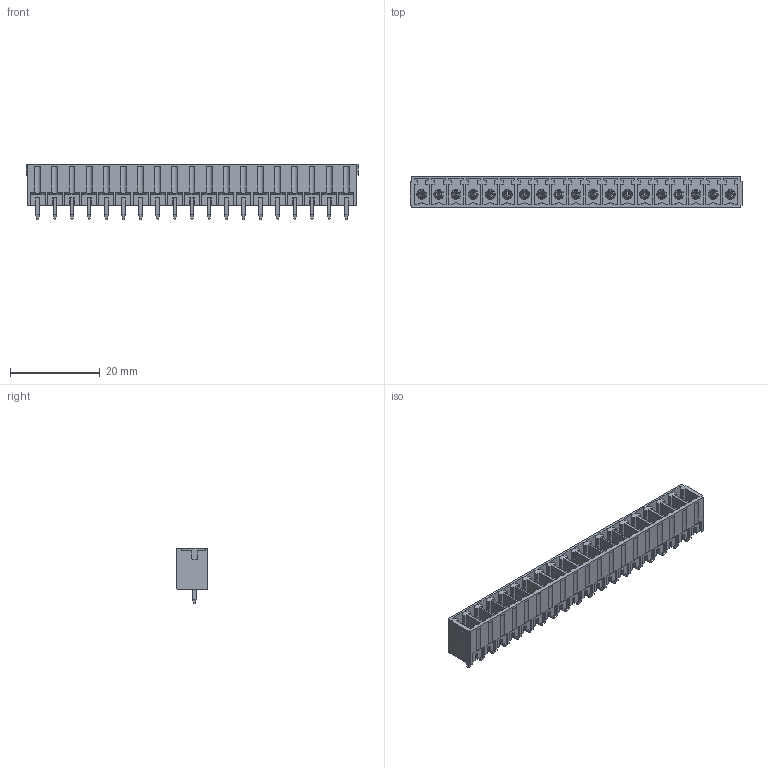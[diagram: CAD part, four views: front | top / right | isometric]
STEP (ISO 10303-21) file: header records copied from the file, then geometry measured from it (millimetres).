
FILE_DESCRIPTION(('CATIA V5 STEP Exchange','CAx-IF Rec.Pracs.--- Model Styling and Organization---1.2---2011-12-15'),'2;1');
FILE_NAME ('D1459829_0', '2018-09-29T04:58:34+00:00', ('none'), ('Weidmueller'), 'CATIA Version 5-6 Release 2014', 'CATIA V5 STEP AP214', 'none');
FILE_SCHEMA(('AUTOMOTIVE_DESIGN { 1 0 10303 214 1 1 1 1 }'));
Length unit declared in the file: millimetre
Products named in the file (1): 1943010000
Bounding box: 73.78 x 7.05 x 12.4 mm (x, y, z)
Volume: 2083.6 mm3; surface area: 6760.6 mm2
Topology: 20 solids, 20 shells, 1422 faces, 4069 edges, 2744 vertices
Faces by surface type: plane 1033, cylinder 313, cone 38, torus 38
Entity records: 43086 total; most frequent: CARTESIAN_POINT 8497, ORIENTED_EDGE 8138, DIRECTION 5510, EDGE_CURVE 4069, VECTOR 3215, LINE 3215, VERTEX_POINT 2744, EDGE_LOOP 1517
